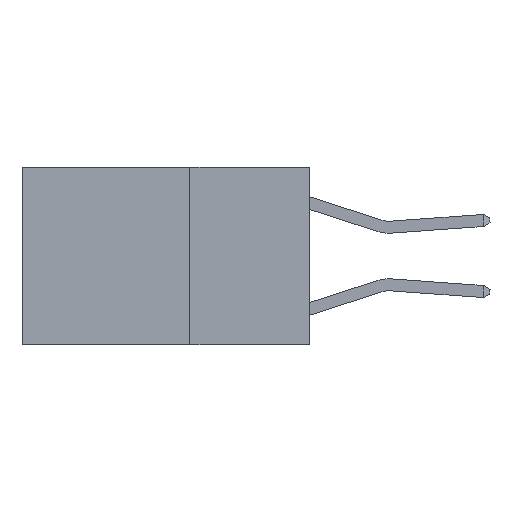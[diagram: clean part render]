
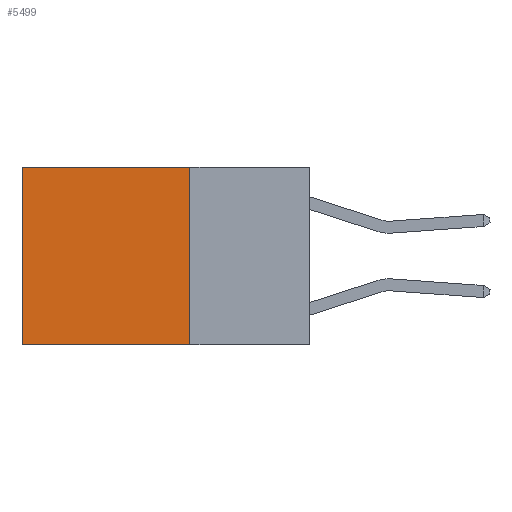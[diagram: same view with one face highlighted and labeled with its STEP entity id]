
A CAD part, left-side view. The second image highlights one B-rep face of the part: STEP entity #5499.
In plain terms, the highlighted planar face has unit normal (-1, 0, 0).
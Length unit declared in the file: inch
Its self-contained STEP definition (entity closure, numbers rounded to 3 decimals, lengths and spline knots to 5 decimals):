
#9 = ORIENTED_EDGE ( 'NONE', *, *, #5730, .T. ) ;
#364 = CARTESIAN_POINT ( 'NONE',  ( 0.2625, 0.25, -0.37 ) ) ;
#418 = CARTESIAN_POINT ( 'NONE',  ( 0.2625, 0.25, 0. ) ) ;
#436 = ORIENTED_EDGE ( 'NONE', *, *, #8596, .F. ) ;
#760 = CARTESIAN_POINT ( 'NONE',  ( 0.2625, 0.25, -0.37 ) ) ;
#822 = EDGE_LOOP ( 'NONE', ( #4448, #436, #9545, #9 ) ) ;
#910 = AXIS2_PLACEMENT_3D ( 'NONE', #1364, #8998, #4476 ) ;
#1364 = CARTESIAN_POINT ( 'NONE',  ( 0.2625, 0.25, 0. ) ) ;
#1637 = VERTEX_POINT ( 'NONE', #2793 ) ;
#1821 = EDGE_CURVE ( 'NONE', #1637, #5991, #4822, .T. ) ;
#2305 = VECTOR ( 'NONE', #9582, 39.37008 ) ;
#2647 = VERTEX_POINT ( 'NONE', #364 ) ;
#2793 = CARTESIAN_POINT ( 'NONE',  ( 0.2625, 0.6, 0. ) ) ;
#3261 = VECTOR ( 'NONE', #4652, 39.37008 ) ;
#3689 = VECTOR ( 'NONE', #7730, 39.37008 ) ;
#4155 = DIRECTION ( 'NONE',  ( 0., 0., -1. ) ) ;
#4290 = CARTESIAN_POINT ( 'NONE',  ( 0.2625, 0.6, -0.37 ) ) ;
#4448 = ORIENTED_EDGE ( 'NONE', *, *, #1821, .T. ) ;
#4476 = DIRECTION ( 'NONE',  ( 0., 0., -1. ) ) ;
#4585 = VECTOR ( 'NONE', #4155, 39.37008 ) ;
#4652 = DIRECTION ( 'NONE',  ( 0., 1., 0. ) ) ;
#4822 = LINE ( 'NONE', #9796, #4585 ) ;
#5299 = LINE ( 'NONE', #760, #3261 ) ;
#5487 = CARTESIAN_POINT ( 'NONE',  ( 0.2625, 0.25, 0. ) ) ;
#5499 = ADVANCED_FACE ( 'NONE', ( #7811 ), #6684, .F. ) ;
#5701 = LINE ( 'NONE', #5487, #3689 ) ;
#5730 = EDGE_CURVE ( 'NONE', #5814, #1637, #5701, .T. ) ;
#5814 = VERTEX_POINT ( 'NONE', #9360 ) ;
#5991 = VERTEX_POINT ( 'NONE', #4290 ) ;
#6684 = PLANE ( 'NONE',  #910 ) ;
#7730 = DIRECTION ( 'NONE',  ( 0., 1., 0. ) ) ;
#7811 = FACE_OUTER_BOUND ( 'NONE', #822, .T. ) ;
#7874 = EDGE_CURVE ( 'NONE', #5814, #2647, #8359, .T. ) ;
#8359 = LINE ( 'NONE', #418, #2305 ) ;
#8596 = EDGE_CURVE ( 'NONE', #2647, #5991, #5299, .T. ) ;
#8998 = DIRECTION ( 'NONE',  ( 1., 0., 0. ) ) ;
#9360 = CARTESIAN_POINT ( 'NONE',  ( 0.2625, 0.25, 0. ) ) ;
#9545 = ORIENTED_EDGE ( 'NONE', *, *, #7874, .F. ) ;
#9582 = DIRECTION ( 'NONE',  ( 0., 0., -1. ) ) ;
#9796 = CARTESIAN_POINT ( 'NONE',  ( 0.2625, 0.6, 0. ) ) ;
